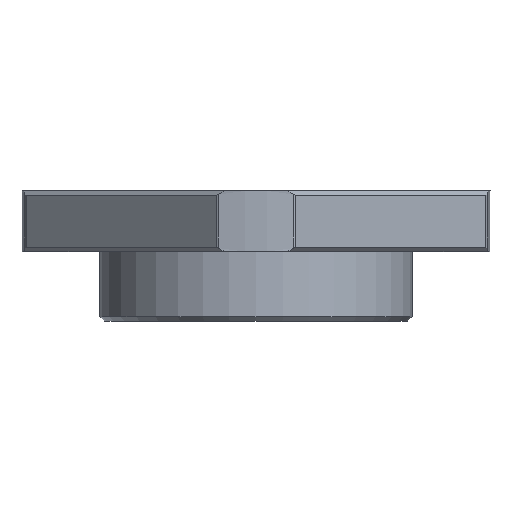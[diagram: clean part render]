
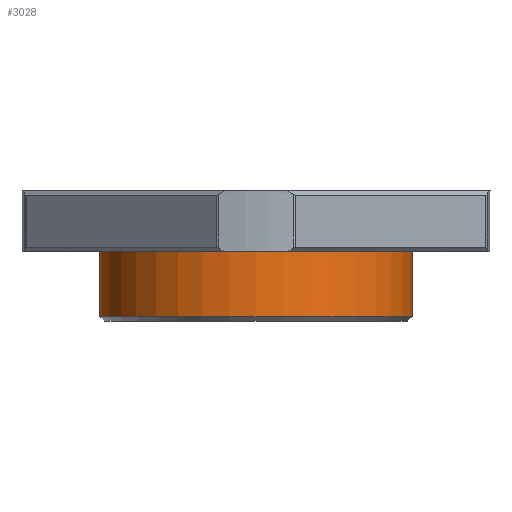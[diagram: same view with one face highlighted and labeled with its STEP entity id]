
A CAD part, front view. The second image highlights one B-rep face of the part: STEP entity #3028.
In plain terms, the highlighted cylindrical face has radius 18 mm (diameter 36 mm), a partial arc.
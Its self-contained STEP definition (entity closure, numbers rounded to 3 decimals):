
#152 = CARTESIAN_POINT ( 'NONE',  ( 0., 0., 8. ) ) ;
#281 = ORIENTED_EDGE ( 'NONE', *, *, #888, .T. ) ;
#528 = CARTESIAN_POINT ( 'NONE',  ( 0., 0., 8. ) ) ;
#810 = ORIENTED_EDGE ( 'NONE', *, *, #11848, .F. ) ;
#888 = EDGE_CURVE ( 'NONE', #4695, #3705, #1142, .T. ) ;
#1142 = LINE ( 'NONE', #12401, #5255 ) ;
#1786 = ORIENTED_EDGE ( 'NONE', *, *, #10713, .T. ) ;
#2002 = CIRCLE ( 'NONE', #4623, 18. ) ;
#2319 = CARTESIAN_POINT ( 'NONE',  ( -18., 0., 0.5 ) ) ;
#2364 = DIRECTION ( 'NONE',  ( 0., 0., -1. ) ) ;
#2914 = CIRCLE ( 'NONE', #5158, 18. ) ;
#3028 = ADVANCED_FACE ( 'NONE', ( #11327 ), #11022, .T. ) ;
#3655 = CARTESIAN_POINT ( 'NONE',  ( 18., 0., 8. ) ) ;
#3705 = VERTEX_POINT ( 'NONE', #2319 ) ;
#4595 = ORIENTED_EDGE ( 'NONE', *, *, #9773, .F. ) ;
#4623 = AXIS2_PLACEMENT_3D ( 'NONE', #152, #11431, #10165 ) ;
#4695 = VERTEX_POINT ( 'NONE', #11038 ) ;
#4955 = LINE ( 'NONE', #3655, #12199 ) ;
#5158 = AXIS2_PLACEMENT_3D ( 'NONE', #11850, #10568, #9281 ) ;
#5255 = VECTOR ( 'NONE', #11130, 1000. ) ;
#7939 = CARTESIAN_POINT ( 'NONE',  ( 18., 0., 0.5 ) ) ;
#8383 = CARTESIAN_POINT ( 'NONE',  ( 18., 0., 8. ) ) ;
#9249 = DIRECTION ( 'NONE',  ( -1., 0., 0. ) ) ;
#9281 = DIRECTION ( 'NONE',  ( -1., 0., 0. ) ) ;
#9773 = EDGE_CURVE ( 'NONE', #12411, #3705, #2914, .T. ) ;
#9872 = VERTEX_POINT ( 'NONE', #8383 ) ;
#10165 = DIRECTION ( 'NONE',  ( -1., 0., 0. ) ) ;
#10534 = DIRECTION ( 'NONE',  ( 0., 0., -1. ) ) ;
#10568 = DIRECTION ( 'NONE',  ( 0., 0., -1. ) ) ;
#10699 = AXIS2_PLACEMENT_3D ( 'NONE', #528, #10534, #9249 ) ;
#10713 = EDGE_CURVE ( 'NONE', #9872, #4695, #2002, .T. ) ;
#11022 = CYLINDRICAL_SURFACE ( 'NONE', #10699, 18. ) ;
#11038 = CARTESIAN_POINT ( 'NONE',  ( -18., 0., 8. ) ) ;
#11130 = DIRECTION ( 'NONE',  ( 0., 0., -1. ) ) ;
#11327 = FACE_OUTER_BOUND ( 'NONE', #11748, .T. ) ;
#11431 = DIRECTION ( 'NONE',  ( 0., 0., -1. ) ) ;
#11748 = EDGE_LOOP ( 'NONE', ( #810, #1786, #281, #4595 ) ) ;
#11848 = EDGE_CURVE ( 'NONE', #9872, #12411, #4955, .T. ) ;
#11850 = CARTESIAN_POINT ( 'NONE',  ( 0., 0., 0.5 ) ) ;
#12199 = VECTOR ( 'NONE', #2364, 1000. ) ;
#12401 = CARTESIAN_POINT ( 'NONE',  ( -18., 0., 8. ) ) ;
#12411 = VERTEX_POINT ( 'NONE', #7939 ) ;
